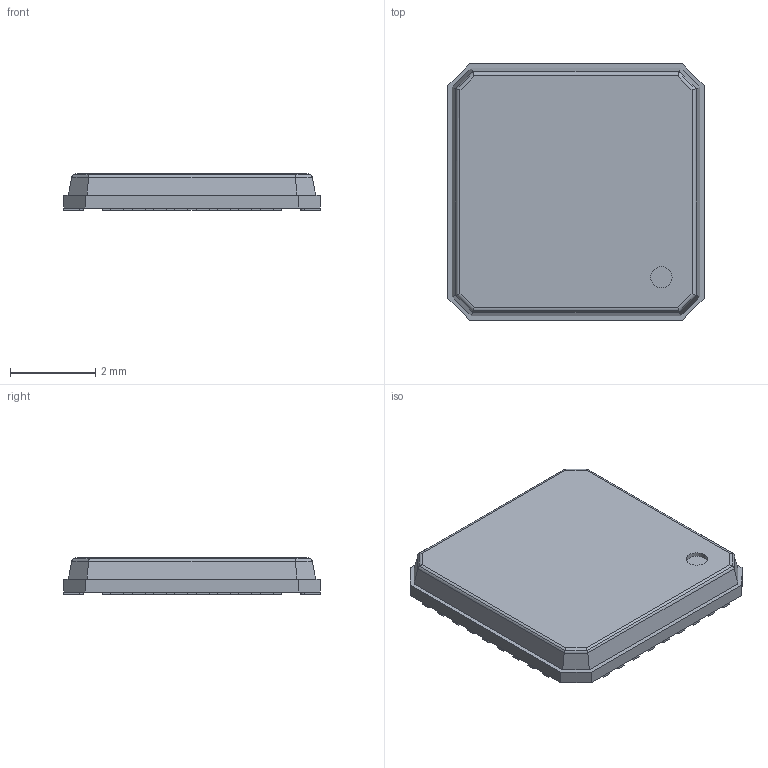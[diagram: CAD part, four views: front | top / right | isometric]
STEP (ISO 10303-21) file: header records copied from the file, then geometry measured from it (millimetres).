
FILE_DESCRIPTION(('STEP AP214'),'1');
FILE_NAME('36-Lead 6 x 6 mm QFN.stp','2023-01-27T14:05:48',(' '),(' '),'Spatial InterOp 3D',' ',' ');
FILE_SCHEMA(('AUTOMOTIVE_DESIGN { 1 0 10303 214 1 1 1 1 }'));
Length unit declared in the file: metre
Products named in the file (4): 36-Lead 6 x 6 mm QFN; QFN Package; Pins
Assembly tree (3 placements, depth 3):
  36-Lead 6 x 6 mm QFN
    36-Lead 6 x 6 mm QFN
      QFN Package
      Pins
Bounding box: 6 x 6 x 0.85 mm (x, y, z)
Volume: 27.6 mm3; surface area: 127.7 mm2
Topology: 38 solids, 38 shells, 332 faces, 746 edges, 492 vertices
Faces by surface type: plane 242, cylinder 90
Entity records: 9537 total; most frequent: DIRECTION 1584, CARTESIAN_POINT 1575, ORIENTED_EDGE 1492, EDGE_CURVE 746, LINE 582, VECTOR 582, AXIS2_PLACEMENT_3D 501, VERTEX_POINT 492
